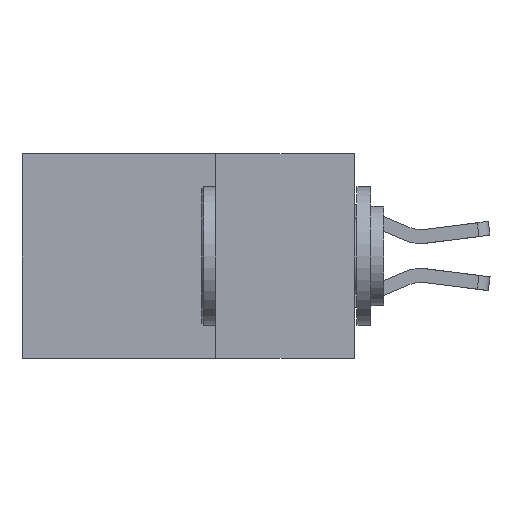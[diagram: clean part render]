
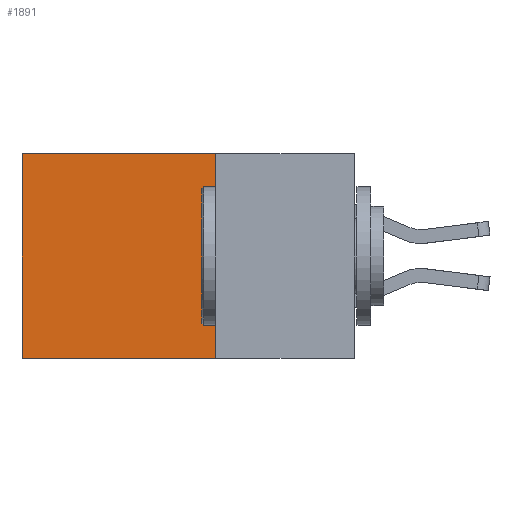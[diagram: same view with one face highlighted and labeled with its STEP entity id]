
A CAD part, left-side view. The second image highlights one B-rep face of the part: STEP entity #1891.
In plain terms, the highlighted planar face has unit normal (-1, 0, 0).
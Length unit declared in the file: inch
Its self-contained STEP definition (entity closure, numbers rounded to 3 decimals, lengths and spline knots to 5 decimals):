
#189 = DIRECTION ( 'NONE',  ( 0., 1., 0. ) ) ;
#912 = DIRECTION ( 'NONE',  ( 0., 0., -1. ) ) ;
#1196 = LINE ( 'NONE', #10329, #5793 ) ;
#1428 = LINE ( 'NONE', #2823, #3624 ) ;
#1442 = VERTEX_POINT ( 'NONE', #10450 ) ;
#1891 = ADVANCED_FACE ( 'NONE', ( #5333 ), #6526, .F. ) ;
#2138 = EDGE_CURVE ( 'NONE', #2800, #1442, #4708, .T. ) ;
#2535 = VECTOR ( 'NONE', #189, 39.37008 ) ;
#2800 = VERTEX_POINT ( 'NONE', #10283 ) ;
#2823 = CARTESIAN_POINT ( 'NONE',  ( 0.2615, 0.6, -0.37 ) ) ;
#3624 = VECTOR ( 'NONE', #7671, 39.37008 ) ;
#4136 = LINE ( 'NONE', #9350, #8170 ) ;
#4476 = CARTESIAN_POINT ( 'NONE',  ( 0.2615, 0.25, -0.37 ) ) ;
#4593 = DIRECTION ( 'NONE',  ( 1., 0., 0. ) ) ;
#4708 = LINE ( 'NONE', #7214, #2535 ) ;
#4821 = VERTEX_POINT ( 'NONE', #4476 ) ;
#4959 = EDGE_CURVE ( 'NONE', #4821, #4980, #1196, .T. ) ;
#4980 = VERTEX_POINT ( 'NONE', #8702 ) ;
#5256 = AXIS2_PLACEMENT_3D ( 'NONE', #9913, #4593, #912 ) ;
#5333 = FACE_OUTER_BOUND ( 'NONE', #6197, .T. ) ;
#5484 = DIRECTION ( 'NONE',  ( 0., 1., 0. ) ) ;
#5688 = ORIENTED_EDGE ( 'NONE', *, *, #4959, .F. ) ;
#5793 = VECTOR ( 'NONE', #5484, 39.37008 ) ;
#6197 = EDGE_LOOP ( 'NONE', ( #9219, #5688, #6746, #8867 ) ) ;
#6526 = PLANE ( 'NONE',  #5256 ) ;
#6746 = ORIENTED_EDGE ( 'NONE', *, *, #7736, .F. ) ;
#7214 = CARTESIAN_POINT ( 'NONE',  ( 0.2615, 0.25, 0. ) ) ;
#7671 = DIRECTION ( 'NONE',  ( 0., 0., -1. ) ) ;
#7736 = EDGE_CURVE ( 'NONE', #2800, #4821, #4136, .T. ) ;
#8170 = VECTOR ( 'NONE', #8524, 39.37008 ) ;
#8235 = EDGE_CURVE ( 'NONE', #1442, #4980, #1428, .T. ) ;
#8524 = DIRECTION ( 'NONE',  ( 0., 0., -1. ) ) ;
#8702 = CARTESIAN_POINT ( 'NONE',  ( 0.2615, 0.6, -0.37 ) ) ;
#8867 = ORIENTED_EDGE ( 'NONE', *, *, #2138, .T. ) ;
#9219 = ORIENTED_EDGE ( 'NONE', *, *, #8235, .T. ) ;
#9350 = CARTESIAN_POINT ( 'NONE',  ( 0.2615, 0.25, -0.37 ) ) ;
#9913 = CARTESIAN_POINT ( 'NONE',  ( 0.2615, 0.25, -0.37 ) ) ;
#10283 = CARTESIAN_POINT ( 'NONE',  ( 0.2615, 0.25, 0. ) ) ;
#10329 = CARTESIAN_POINT ( 'NONE',  ( 0.2615, 0.25, -0.37 ) ) ;
#10450 = CARTESIAN_POINT ( 'NONE',  ( 0.2615, 0.6, 0. ) ) ;
